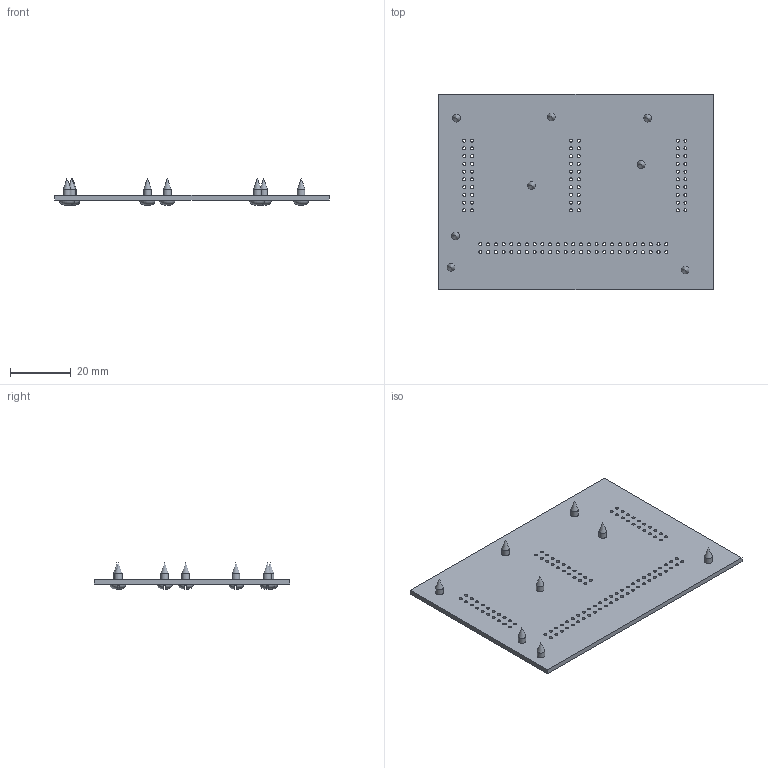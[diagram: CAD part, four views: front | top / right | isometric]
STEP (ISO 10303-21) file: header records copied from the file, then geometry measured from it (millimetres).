
FILE_DESCRIPTION(('FreeCAD Model'),'2;1');
FILE_NAME('Open CASCADE Shape Model','2025-02-17T21:49:44',( 'kicad StepUp'),('ksu MCAD'),'Open CASCADE STEP processor 7.7', 'FreeCAD','Unknown');
FILE_SCHEMA(('AUTOMOTIVE_DESIGN { 1 0 10303 214 1 1 1 1 }'));
Length unit declared in the file: millimetre
Products named in the file (14): acd_dac_board; Local_CS_c5fe; Board_Geoms_c5fe; Pcb_c5fe; Step_Virtual_Models_c5fe; BotV_c5fe; REF_2.5 mmx7-Screw_f1498e734843; REF_REF_2.5 mmx7-Screw_fc498af58895; REF_REF_2.5 mmx7-Screw_74dd72378a0c; REF_REF_2.5 mmx7-Screw_7bb2b2d65ce1; REF_REF_2.5 mmx7-Screw_5b3bb718906a; REF_REF_2.5 mmx7-Screw_b12ce92126d1; REF_REF_2.5 mmx7-Screw_075da6ca0ee5; REF_REF_2.5 mmx7-Screw_1ec84486e3c5
Assembly tree (13 placements, depth 4):
  acd_dac_board
    Local_CS_c5fe
    Board_Geoms_c5fe
      Pcb_c5fe
    Step_Virtual_Models_c5fe
      BotV_c5fe
        REF_2.5 mmx7-Screw_f1498e734843
        REF_REF_2.5 mmx7-Screw_fc498af58895
        REF_REF_2.5 mmx7-Screw_74dd72378a0c
        REF_REF_2.5 mmx7-Screw_7bb2b2d65ce1
        REF_REF_2.5 mmx7-Screw_5b3bb718906a
        REF_REF_2.5 mmx7-Screw_b12ce92126d1
        REF_REF_2.5 mmx7-Screw_075da6ca0ee5
        REF_REF_2.5 mmx7-Screw_1ec84486e3c5
Bounding box: 90 x 64 x 8.69 mm (x, y, z)
Volume: 9377 mm3; surface area: 13191.3 mm2
Topology: 9 solids, 9 shells, 188 faces, 494 edges, 324 vertices
Faces by surface type: cylinder 126, plane 38, revolution 8, torus 8, cone 8
Full cylindrical faces by diameter (mm): 1 x110, 2.5 x16
Entity records: 8852 total; most frequent: CARTESIAN_POINT 3276, DIRECTION 1110, ORIENTED_EDGE 972, EDGE_CURVE 486, AXIS2_PLACEMENT_3D 470, FACE_BOUND 432, EDGE_LOOP 432, VERTEX_POINT 324
